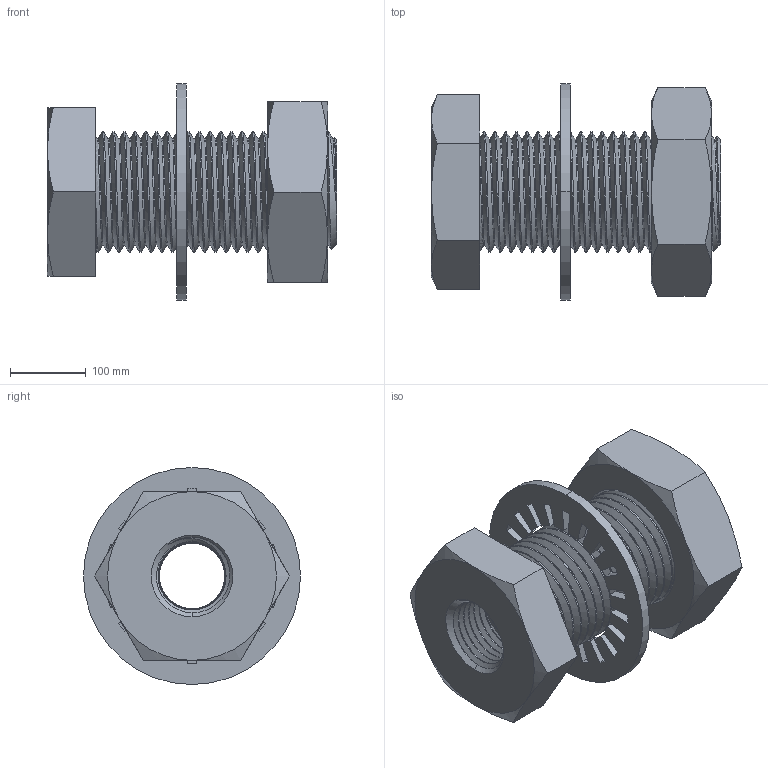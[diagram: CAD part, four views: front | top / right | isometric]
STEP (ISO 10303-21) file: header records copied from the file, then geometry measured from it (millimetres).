
FILE_DESCRIPTION(/* description */ (''),/* implementation_level */ '2;1');
FILE_NAME(/* name */ '129-N1.stp',/* time_stamp */ '2024-01-23T10:19:11-05:00',/* author */ ('esanner'),/* organization */ (''),/* preprocessor_version */ 'ST-DEVELOPER v19',/* originating_system */ 'AutoCAD Mechanical',/* authorisation */ '');
FILE_SCHEMA (('AUTOMOTIVE_DESIGN { 1 0 10303 214 3 1 1 }'));
Length unit declared in the file: centimetre
Products named in the file (2): Product; 129-N1
Assembly tree (1 placements, depth 2):
  Product
    129-N1
Bounding box: 381 x 285.75 x 285.75 mm (x, y, z)
Volume: 8640815.1 mm3; surface area: 764359.9 mm2
Topology: 2 solids, 2 shells, 255 faces, 715 edges, 467 vertices
Faces by surface type: cylinder 118, plane 63, cone 60, bspline 14
Full cylindrical faces by diameter (mm): 140.419 x22
Entity records: 20890 total; most frequent: CARTESIAN_POINT 14908, ORIENTED_EDGE 1430, DIRECTION 1066, EDGE_CURVE 715, VERTEX_POINT 467, AXIS2_PLACEMENT_3D 381, LINE 304, VECTOR 304
